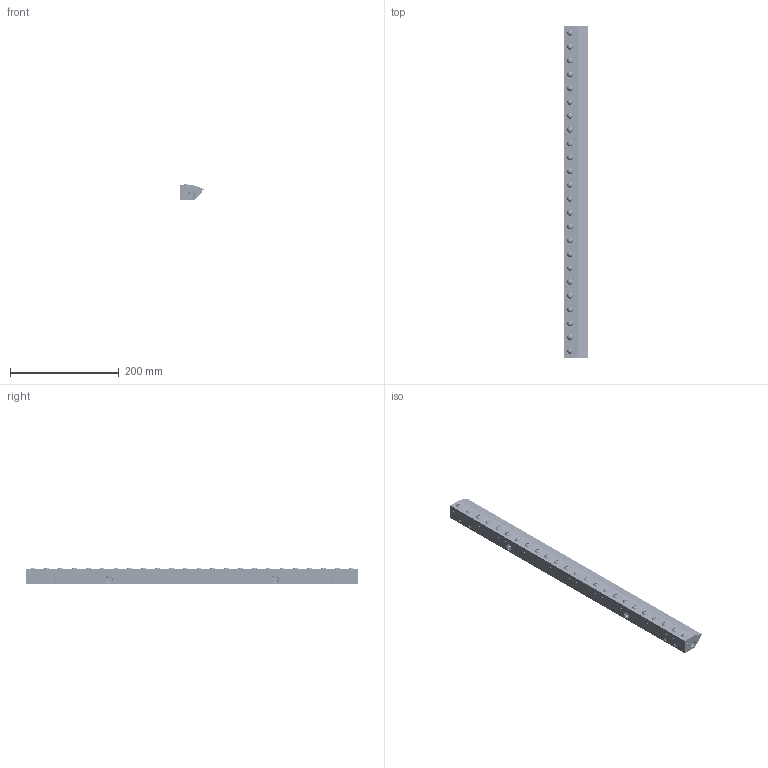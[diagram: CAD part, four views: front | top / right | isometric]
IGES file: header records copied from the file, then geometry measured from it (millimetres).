
Start section: START RECORD GO HERE.
Global section: file name: 10024XS_Mod.igs; native system: DASSAULT SYSTEMES CATIA V5 R20 - www.3ds.com; preprocessor: CATIA Version 5 Release 20 ; author: DESIGNENG; organization: DESIGNENG; date: 20150507.104022; units: millimetre
Bounding box: 44.45 x 609.6 x 30.76 mm (x, y, z)
Volume: 566699.5 mm3; surface area: 109391.5 mm2
Topology: 25 solids, 25 shells, 3332 faces, 8916 edges, 5647 vertices
Faces by surface type: bspline 1621, revolution 971, plane 489, extrusion 251
